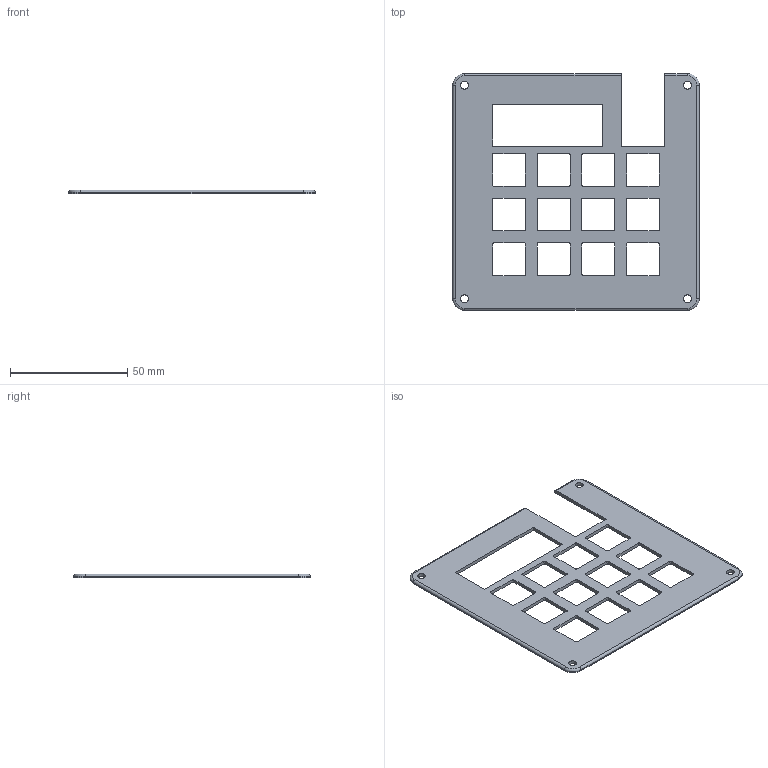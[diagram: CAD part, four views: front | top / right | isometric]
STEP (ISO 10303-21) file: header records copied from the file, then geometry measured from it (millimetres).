
FILE_DESCRIPTION(/* description */ (''),/* implementation_level */ '2;1');
FILE_NAME(/* name */ 'Top.step',/* time_stamp */ '2025-07-03T02:52:43+12:00',/* author */ (''),/* organization */ (''),/* preprocessor_version */ 'ST-DEVELOPER v20.1',/* originating_system */ 'Autodesk Translation Framework v14.10.0.0',/* authorisation */ '');
FILE_SCHEMA (('AUTOMOTIVE_DESIGN { 1 0 10303 214 3 1 1 }'));
Length unit declared in the file: millimetre
Products named in the file (1): top plate
Bounding box: 105.2 x 101.2 x 1.7 mm (x, y, z)
Volume: 10165.3 mm3; surface area: 15511.6 mm2
Topology: 25 solids, 25 shells, 586 faces, 1600 edges, 1064 vertices
Faces by surface type: bspline 282, plane 239, cylinder 61, torus 4
Full cylindrical faces by diameter (mm): 3.4 x4
Entity records: 21171 total; most frequent: CARTESIAN_POINT 8045, ORIENTED_EDGE 3200, DIRECTION 1772, EDGE_CURVE 1600, VERTEX_POINT 1064, LINE 910, VECTOR 910, EDGE_LOOP 634
